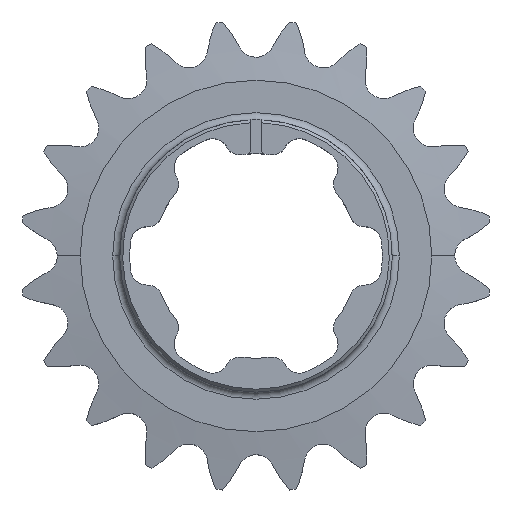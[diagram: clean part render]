
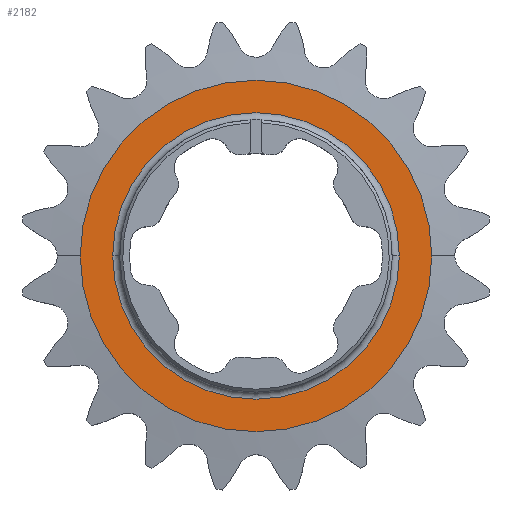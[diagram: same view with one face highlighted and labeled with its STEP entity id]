
A CAD part, top view. The second image highlights one B-rep face of the part: STEP entity #2182.
In plain terms, the highlighted planar face has unit normal (0, 0, 1).
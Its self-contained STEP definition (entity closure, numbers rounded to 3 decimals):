
#223 = CARTESIAN_POINT ( 'NONE',  ( 0., 0., 2.381 ) ) ;
#250 = CARTESIAN_POINT ( 'NONE',  ( -20.05, 0., 2.381 ) ) ;
#252 = DIRECTION ( 'NONE',  ( 0., 0., 1. ) ) ;
#336 = FACE_OUTER_BOUND ( 'NONE', #4833, .T. ) ;
#437 = CARTESIAN_POINT ( 'NONE',  ( 0., 0., 2.381 ) ) ;
#483 = EDGE_LOOP ( 'NONE', ( #6115, #2241 ) ) ;
#501 = DIRECTION ( 'NONE',  ( 0., 0., -1. ) ) ;
#626 = CARTESIAN_POINT ( 'NONE',  ( 0., 0., 2.381 ) ) ;
#738 = EDGE_CURVE ( 'NONE', #3034, #5681, #1923, .T. ) ;
#845 = PLANE ( 'NONE',  #3975 ) ;
#947 = FACE_BOUND ( 'NONE', #483, .T. ) ;
#1147 = CARTESIAN_POINT ( 'NONE',  ( 0., 0., 2.381 ) ) ;
#1232 = CARTESIAN_POINT ( 'NONE',  ( -24.589, 0., 2.381 ) ) ;
#1318 = DIRECTION ( 'NONE',  ( 1., 0., 0. ) ) ;
#1829 = DIRECTION ( 'NONE',  ( 0., 0., 1. ) ) ;
#1880 = AXIS2_PLACEMENT_3D ( 'NONE', #626, #501, #2056 ) ;
#1923 = CIRCLE ( 'NONE', #3797, 24.589 ) ;
#2056 = DIRECTION ( 'NONE',  ( 1., 0., 0. ) ) ;
#2182 = ADVANCED_FACE ( 'NONE', ( #947, #336 ), #845, .T. ) ;
#2225 = CARTESIAN_POINT ( 'NONE',  ( 20.05, 0., 2.381 ) ) ;
#2241 = ORIENTED_EDGE ( 'NONE', *, *, #2318, .T. ) ;
#2318 = EDGE_CURVE ( 'NONE', #3992, #4371, #3476, .T. ) ;
#2940 = ORIENTED_EDGE ( 'NONE', *, *, #738, .T. ) ;
#3034 = VERTEX_POINT ( 'NONE', #1232 ) ;
#3252 = ORIENTED_EDGE ( 'NONE', *, *, #5061, .T. ) ;
#3267 = CARTESIAN_POINT ( 'NONE',  ( 0., 0., 2.381 ) ) ;
#3268 = DIRECTION ( 'NONE',  ( 1., 0., 0. ) ) ;
#3476 = CIRCLE ( 'NONE', #1880, 20.05 ) ;
#3797 = AXIS2_PLACEMENT_3D ( 'NONE', #3267, #252, #1318 ) ;
#3893 = EDGE_CURVE ( 'NONE', #4371, #3992, #4607, .T. ) ;
#3929 = DIRECTION ( 'NONE',  ( 0., 0., -1. ) ) ;
#3975 = AXIS2_PLACEMENT_3D ( 'NONE', #437, #1829, #3268 ) ;
#3992 = VERTEX_POINT ( 'NONE', #250 ) ;
#3993 = DIRECTION ( 'NONE',  ( 1., 0., 0. ) ) ;
#4345 = CARTESIAN_POINT ( 'NONE',  ( 24.589, 0., 2.381 ) ) ;
#4371 = VERTEX_POINT ( 'NONE', #2225 ) ;
#4607 = CIRCLE ( 'NONE', #5922, 20.05 ) ;
#4753 = CIRCLE ( 'NONE', #5646, 24.589 ) ;
#4833 = EDGE_LOOP ( 'NONE', ( #2940, #3252 ) ) ;
#4969 = DIRECTION ( 'NONE',  ( 0., 0., 1. ) ) ;
#5061 = EDGE_CURVE ( 'NONE', #5681, #3034, #4753, .T. ) ;
#5646 = AXIS2_PLACEMENT_3D ( 'NONE', #1147, #4969, #3993 ) ;
#5681 = VERTEX_POINT ( 'NONE', #4345 ) ;
#5837 = DIRECTION ( 'NONE',  ( 1., 0., 0. ) ) ;
#5922 = AXIS2_PLACEMENT_3D ( 'NONE', #223, #3929, #5837 ) ;
#6115 = ORIENTED_EDGE ( 'NONE', *, *, #3893, .T. ) ;
